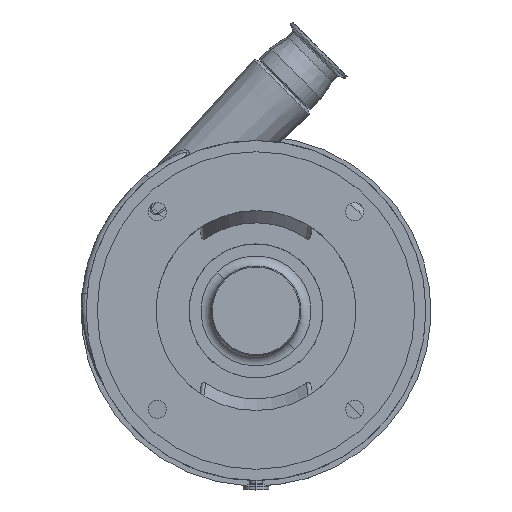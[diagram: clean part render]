
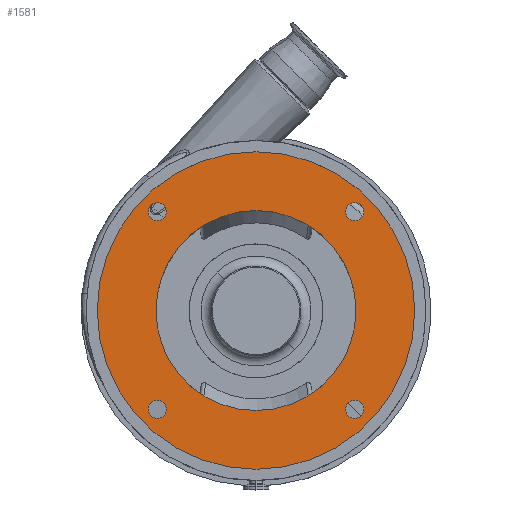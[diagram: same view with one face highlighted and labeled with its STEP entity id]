
A CAD part, top view. The second image highlights one B-rep face of the part: STEP entity #1581.
In plain terms, the highlighted planar face has unit normal (0, 0, 1).
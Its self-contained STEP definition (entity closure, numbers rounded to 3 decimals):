
#79 = AXIS2_PLACEMENT_3D ( 'NONE', #9849, #5894, #10816 ) ;
#587 = CARTESIAN_POINT ( 'NONE',  ( 98.783, -98.783, 254.5 ) ) ;
#834 = ORIENTED_EDGE ( 'NONE', *, *, #9917, .T. ) ;
#1028 = FACE_BOUND ( 'NONE', #11879, .T. ) ;
#1126 = DIRECTION ( 'NONE',  ( 1., 0., 0. ) ) ;
#1388 = DIRECTION ( 'NONE',  ( 1., 0., 0. ) ) ;
#1581 = ADVANCED_FACE ( 'NONE', ( #1028, #2334, #11048, #7191, #13523, #13443 ), #4951, .T. ) ;
#1660 = CARTESIAN_POINT ( 'NONE',  ( -107.783, 98.783, 254.5 ) ) ;
#1741 = DIRECTION ( 'NONE',  ( 0., 0., -1. ) ) ;
#1927 = AXIS2_PLACEMENT_3D ( 'NONE', #3455, #14355, #1126 ) ;
#2030 = EDGE_CURVE ( 'NONE', #3110, #2562, #10861, .T. ) ;
#2044 = AXIS2_PLACEMENT_3D ( 'NONE', #2723, #6362, #11258 ) ;
#2098 = EDGE_CURVE ( 'NONE', #13045, #12362, #13683, .T. ) ;
#2156 = CARTESIAN_POINT ( 'NONE',  ( 107.783, -98.783, 254.5 ) ) ;
#2190 = AXIS2_PLACEMENT_3D ( 'NONE', #4984, #11311, #1388 ) ;
#2334 = FACE_BOUND ( 'NONE', #3208, .T. ) ;
#2431 = CARTESIAN_POINT ( 'NONE',  ( 98.783, 98.783, 254.5 ) ) ;
#2547 = DIRECTION ( 'NONE',  ( 0., 0., -1. ) ) ;
#2562 = VERTEX_POINT ( 'NONE', #13934 ) ;
#2629 = DIRECTION ( 'NONE',  ( 0., 0., -1. ) ) ;
#2723 = CARTESIAN_POINT ( 'NONE',  ( -98.783, -98.783, 254.5 ) ) ;
#3035 = CARTESIAN_POINT ( 'NONE',  ( -100., 0., 254.5 ) ) ;
#3110 = VERTEX_POINT ( 'NONE', #3035 ) ;
#3208 = EDGE_LOOP ( 'NONE', ( #9305, #834 ) ) ;
#3330 = CIRCLE ( 'NONE', #4362, 158.8 ) ;
#3352 = CARTESIAN_POINT ( 'NONE',  ( 0., 0., 254.5 ) ) ;
#3455 = CARTESIAN_POINT ( 'NONE',  ( 0., 0., 254.5 ) ) ;
#3606 = ORIENTED_EDGE ( 'NONE', *, *, #5515, .T. ) ;
#3636 = CARTESIAN_POINT ( 'NONE',  ( 89.783, 98.783, 254.5 ) ) ;
#3895 = CARTESIAN_POINT ( 'NONE',  ( 107.783, 98.783, 254.5 ) ) ;
#3936 = DIRECTION ( 'NONE',  ( 1., 0., 0. ) ) ;
#4052 = VERTEX_POINT ( 'NONE', #5848 ) ;
#4362 = AXIS2_PLACEMENT_3D ( 'NONE', #14068, #10319, #15190 ) ;
#4370 = DIRECTION ( 'NONE',  ( 1., 0., 0. ) ) ;
#4622 = ORIENTED_EDGE ( 'NONE', *, *, #14422, .T. ) ;
#4673 = CARTESIAN_POINT ( 'NONE',  ( -158.8, 0., 254.5 ) ) ;
#4832 = CARTESIAN_POINT ( 'NONE',  ( -89.783, 98.783, 254.5 ) ) ;
#4951 = PLANE ( 'NONE',  #79 ) ;
#4984 = CARTESIAN_POINT ( 'NONE',  ( 98.783, 98.783, 254.5 ) ) ;
#5045 = ORIENTED_EDGE ( 'NONE', *, *, #13964, .T. ) ;
#5089 = AXIS2_PLACEMENT_3D ( 'NONE', #13497, #2547, #6037 ) ;
#5187 = VERTEX_POINT ( 'NONE', #14731 ) ;
#5349 = EDGE_CURVE ( 'NONE', #4052, #5187, #13522, .T. ) ;
#5355 = CIRCLE ( 'NONE', #5089, 9. ) ;
#5515 = EDGE_CURVE ( 'NONE', #9860, #11511, #5355, .T. ) ;
#5610 = AXIS2_PLACEMENT_3D ( 'NONE', #12364, #2629, #11096 ) ;
#5848 = CARTESIAN_POINT ( 'NONE',  ( -107.783, -98.783, 254.5 ) ) ;
#5890 = EDGE_LOOP ( 'NONE', ( #5045, #15306 ) ) ;
#5894 = DIRECTION ( 'NONE',  ( 0., 0., 1. ) ) ;
#5934 = CIRCLE ( 'NONE', #6201, 9. ) ;
#5984 = CARTESIAN_POINT ( 'NONE',  ( 0., 0., 254.5 ) ) ;
#6037 = DIRECTION ( 'NONE',  ( 1., 0., 0. ) ) ;
#6133 = CIRCLE ( 'NONE', #13030, 100. ) ;
#6201 = AXIS2_PLACEMENT_3D ( 'NONE', #587, #1741, #4370 ) ;
#6362 = DIRECTION ( 'NONE',  ( 0., 0., -1. ) ) ;
#6599 = EDGE_CURVE ( 'NONE', #8072, #14015, #14070, .T. ) ;
#6818 = EDGE_LOOP ( 'NONE', ( #15591, #10995 ) ) ;
#6943 = CIRCLE ( 'NONE', #9011, 9. ) ;
#7015 = EDGE_CURVE ( 'NONE', #2562, #3110, #6133, .T. ) ;
#7036 = DIRECTION ( 'NONE',  ( 0., 0., 1. ) ) ;
#7126 = EDGE_CURVE ( 'NONE', #8799, #11518, #3330, .T. ) ;
#7191 = FACE_BOUND ( 'NONE', #12184, .T. ) ;
#7239 = ORIENTED_EDGE ( 'NONE', *, *, #2030, .T. ) ;
#7454 = DIRECTION ( 'NONE',  ( 0., 0., -1. ) ) ;
#7735 = CARTESIAN_POINT ( 'NONE',  ( 158.8, 0., 254.5 ) ) ;
#8072 = VERTEX_POINT ( 'NONE', #2156 ) ;
#8151 = ORIENTED_EDGE ( 'NONE', *, *, #9304, .T. ) ;
#8235 = DIRECTION ( 'NONE',  ( 0., 0., -1. ) ) ;
#8799 = VERTEX_POINT ( 'NONE', #7735 ) ;
#9011 = AXIS2_PLACEMENT_3D ( 'NONE', #10938, #9651, #15515 ) ;
#9205 = ORIENTED_EDGE ( 'NONE', *, *, #7015, .T. ) ;
#9210 = DIRECTION ( 'NONE',  ( 0., 0., -1. ) ) ;
#9304 = EDGE_CURVE ( 'NONE', #11511, #9860, #6943, .T. ) ;
#9305 = ORIENTED_EDGE ( 'NONE', *, *, #6599, .T. ) ;
#9651 = DIRECTION ( 'NONE',  ( 0., 0., -1. ) ) ;
#9849 = CARTESIAN_POINT ( 'NONE',  ( 0., 0., 254.5 ) ) ;
#9860 = VERTEX_POINT ( 'NONE', #1660 ) ;
#9917 = EDGE_CURVE ( 'NONE', #14015, #8072, #5934, .T. ) ;
#10003 = ORIENTED_EDGE ( 'NONE', *, *, #7126, .T. ) ;
#10319 = DIRECTION ( 'NONE',  ( 0., 0., 1. ) ) ;
#10427 = CARTESIAN_POINT ( 'NONE',  ( -98.783, -98.783, 254.5 ) ) ;
#10469 = EDGE_LOOP ( 'NONE', ( #10003, #4622 ) ) ;
#10626 = CIRCLE ( 'NONE', #2190, 9. ) ;
#10816 = DIRECTION ( 'NONE',  ( 1., 0., 0. ) ) ;
#10861 = CIRCLE ( 'NONE', #1927, 100. ) ;
#10938 = CARTESIAN_POINT ( 'NONE',  ( -98.783, 98.783, 254.5 ) ) ;
#10995 = ORIENTED_EDGE ( 'NONE', *, *, #5349, .T. ) ;
#11048 = FACE_OUTER_BOUND ( 'NONE', #10469, .T. ) ;
#11096 = DIRECTION ( 'NONE',  ( 1., 0., 0. ) ) ;
#11258 = DIRECTION ( 'NONE',  ( 1., 0., 0. ) ) ;
#11311 = DIRECTION ( 'NONE',  ( 0., 0., -1. ) ) ;
#11402 = CIRCLE ( 'NONE', #12664, 158.8 ) ;
#11511 = VERTEX_POINT ( 'NONE', #4832 ) ;
#11518 = VERTEX_POINT ( 'NONE', #4673 ) ;
#11617 = DIRECTION ( 'NONE',  ( 1., 0., 0. ) ) ;
#11879 = EDGE_LOOP ( 'NONE', ( #8151, #3606 ) ) ;
#12184 = EDGE_LOOP ( 'NONE', ( #7239, #9205 ) ) ;
#12362 = VERTEX_POINT ( 'NONE', #3895 ) ;
#12364 = CARTESIAN_POINT ( 'NONE',  ( 98.783, -98.783, 254.5 ) ) ;
#12664 = AXIS2_PLACEMENT_3D ( 'NONE', #5984, #7036, #14262 ) ;
#12881 = AXIS2_PLACEMENT_3D ( 'NONE', #2431, #7454, #3936 ) ;
#13030 = AXIS2_PLACEMENT_3D ( 'NONE', #3352, #8235, #11617 ) ;
#13045 = VERTEX_POINT ( 'NONE', #3636 ) ;
#13443 = FACE_BOUND ( 'NONE', #5890, .T. ) ;
#13497 = CARTESIAN_POINT ( 'NONE',  ( -98.783, 98.783, 254.5 ) ) ;
#13522 = CIRCLE ( 'NONE', #2044, 9. ) ;
#13523 = FACE_BOUND ( 'NONE', #6818, .T. ) ;
#13647 = CARTESIAN_POINT ( 'NONE',  ( 89.783, -98.783, 254.5 ) ) ;
#13683 = CIRCLE ( 'NONE', #12881, 9. ) ;
#13694 = AXIS2_PLACEMENT_3D ( 'NONE', #10427, #9210, #14184 ) ;
#13934 = CARTESIAN_POINT ( 'NONE',  ( 100., 0., 254.5 ) ) ;
#13964 = EDGE_CURVE ( 'NONE', #12362, #13045, #10626, .T. ) ;
#14015 = VERTEX_POINT ( 'NONE', #13647 ) ;
#14068 = CARTESIAN_POINT ( 'NONE',  ( 0., 0., 254.5 ) ) ;
#14070 = CIRCLE ( 'NONE', #5610, 9. ) ;
#14184 = DIRECTION ( 'NONE',  ( 1., 0., 0. ) ) ;
#14251 = EDGE_CURVE ( 'NONE', #5187, #4052, #15227, .T. ) ;
#14262 = DIRECTION ( 'NONE',  ( 1., 0., 0. ) ) ;
#14355 = DIRECTION ( 'NONE',  ( 0., 0., -1. ) ) ;
#14422 = EDGE_CURVE ( 'NONE', #11518, #8799, #11402, .T. ) ;
#14731 = CARTESIAN_POINT ( 'NONE',  ( -89.783, -98.783, 254.5 ) ) ;
#15190 = DIRECTION ( 'NONE',  ( 1., 0., 0. ) ) ;
#15227 = CIRCLE ( 'NONE', #13694, 9. ) ;
#15306 = ORIENTED_EDGE ( 'NONE', *, *, #2098, .T. ) ;
#15515 = DIRECTION ( 'NONE',  ( 1., 0., 0. ) ) ;
#15591 = ORIENTED_EDGE ( 'NONE', *, *, #14251, .T. ) ;
